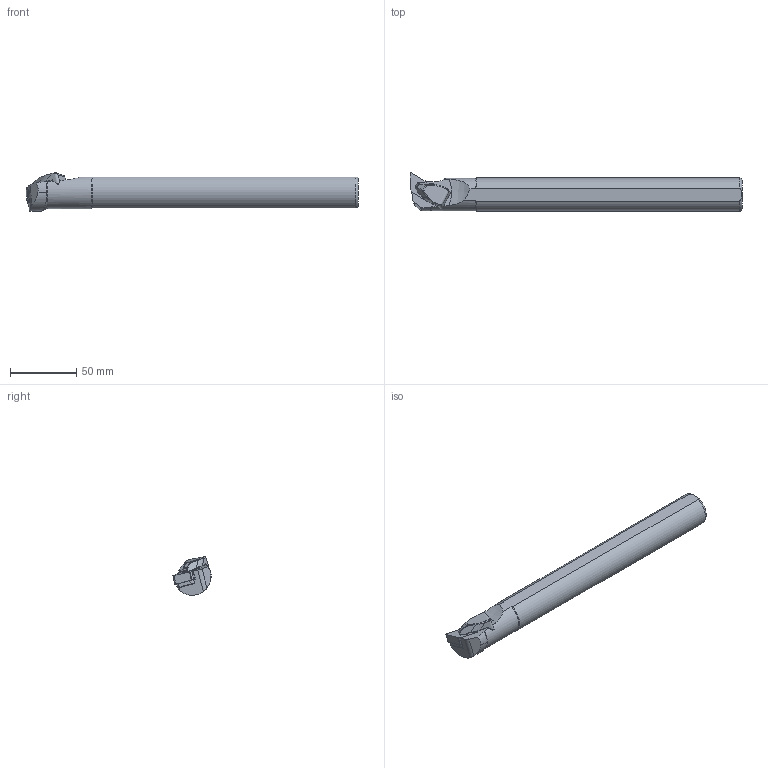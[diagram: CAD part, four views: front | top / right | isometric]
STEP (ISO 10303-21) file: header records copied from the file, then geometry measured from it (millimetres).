
FILE_DESCRIPTION(/* description */ (''),/* implementation_level */ '2;1');
FILE_NAME(/* name */ 'S25S TDUNL 15.stp',/* time_stamp */ '2023-10-06T15:19:28+03:00',/* author */ (''),/* organization */ (''),/* preprocessor_version */ 'ST-DEVELOPER v19.4',/* originating_system */ 'SIEMENS PLM Software NX2306.3001',/* authorisation */ '');
FILE_SCHEMA (('AUTOMOTIVE_DESIGN { 1 0 10303 214 3 1 1 1 }'));
Length unit declared in the file: millimetre
Products named in the file (1): S25S TDUNR 15_step_light
Bounding box: 249.93 x 28.87 x 29.02 mm (x, y, z)
Volume: 115821.9 mm3; surface area: 21662.7 mm2
Topology: 2 solids, 2 shells, 131 faces, 326 edges, 194 vertices
Faces by surface type: cylinder 54, plane 42, bspline 21, cone 7, sphere 4, torus 3
Full cylindrical faces by diameter (mm): 4.4 x1, 6.4 x1
Entity records: 4375 total; most frequent: CARTESIAN_POINT 1322, DIRECTION 645, ORIENTED_EDGE 630, EDGE_CURVE 315, AXIS2_PLACEMENT_3D 249, VERTEX_POINT 193, LINE 147, VECTOR 147
